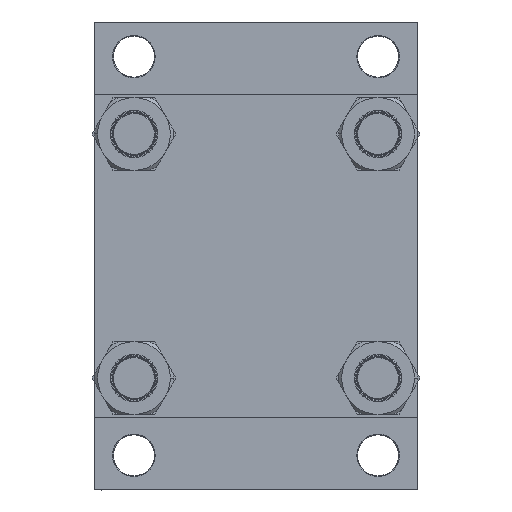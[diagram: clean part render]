
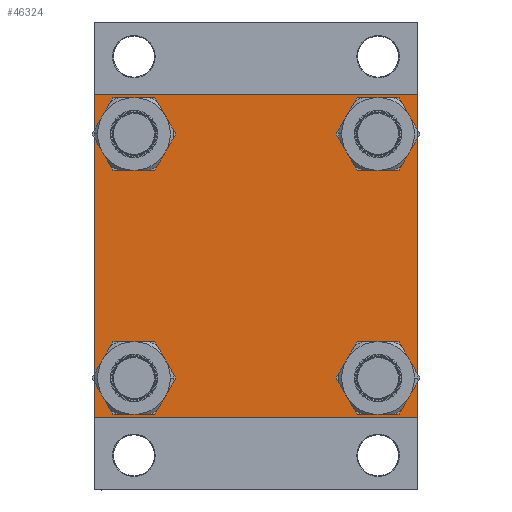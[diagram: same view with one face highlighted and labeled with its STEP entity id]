
A CAD part, left-side view. The second image highlights one B-rep face of the part: STEP entity #46324.
In plain terms, the highlighted planar face has unit normal (-1, 0, 0).
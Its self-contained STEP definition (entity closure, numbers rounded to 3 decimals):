
#814 = CARTESIAN_POINT ( 'NONE',  ( 0., -102.25, 102.25 ) ) ;
#1044 = FACE_BOUND ( 'NONE', #21900, .T. ) ;
#1802 = LINE ( 'NONE', #38951, #28242 ) ;
#2447 = EDGE_CURVE ( 'NONE', #33874, #44798, #46585, .T. ) ;
#2461 = CIRCLE ( 'NONE', #33256, 14. ) ;
#2517 = VERTEX_POINT ( 'NONE', #26058 ) ;
#2541 = EDGE_CURVE ( 'NONE', #39700, #22643, #45125, .T. ) ;
#2740 = CARTESIAN_POINT ( 'NONE',  ( 0., 77.45, -77.45 ) ) ;
#3085 = CARTESIAN_POINT ( 'NONE',  ( 0., -102., 102.5 ) ) ;
#3858 = DIRECTION ( 'NONE',  ( 0., 0., 1. ) ) ;
#3949 = CIRCLE ( 'NONE', #7061, 14. ) ;
#4212 = EDGE_CURVE ( 'NONE', #33922, #2517, #1802, .T. ) ;
#4591 = ORIENTED_EDGE ( 'NONE', *, *, #47602, .T. ) ;
#4593 = EDGE_CURVE ( 'NONE', #22103, #27039, #38281, .T. ) ;
#4668 = CARTESIAN_POINT ( 'NONE',  ( 0., -102.5, 102. ) ) ;
#5275 = CARTESIAN_POINT ( 'NONE',  ( 0., 77.45, -77.45 ) ) ;
#5314 = ORIENTED_EDGE ( 'NONE', *, *, #2541, .T. ) ;
#5709 = EDGE_CURVE ( 'NONE', #8626, #11844, #30601, .T. ) ;
#6270 = ORIENTED_EDGE ( 'NONE', *, *, #43907, .T. ) ;
#6442 = CIRCLE ( 'NONE', #21830, 14. ) ;
#7061 = AXIS2_PLACEMENT_3D ( 'NONE', #39442, #35812, #29470 ) ;
#7338 = LINE ( 'NONE', #814, #33857 ) ;
#7894 = DIRECTION ( 'NONE',  ( 0., 0., -1. ) ) ;
#8328 = DIRECTION ( 'NONE',  ( 0., 0., 1. ) ) ;
#8520 = DIRECTION ( 'NONE',  ( 1., 0., 0. ) ) ;
#8626 = VERTEX_POINT ( 'NONE', #41508 ) ;
#8767 = PLANE ( 'NONE',  #41899 ) ;
#8808 = CARTESIAN_POINT ( 'NONE',  ( 0., 102.5, 102. ) ) ;
#9360 = VECTOR ( 'NONE', #7894, 1000. ) ;
#10013 = VERTEX_POINT ( 'NONE', #31491 ) ;
#10459 = AXIS2_PLACEMENT_3D ( 'NONE', #14260, #28984, #3858 ) ;
#11107 = VERTEX_POINT ( 'NONE', #3085 ) ;
#11768 = CARTESIAN_POINT ( 'NONE',  ( 0., -102.25, -102.25 ) ) ;
#11844 = VERTEX_POINT ( 'NONE', #25521 ) ;
#12000 = VECTOR ( 'NONE', #47072, 1000. ) ;
#12053 = VECTOR ( 'NONE', #18302, 1000. ) ;
#12668 = DIRECTION ( 'NONE',  ( 0., 0., -1. ) ) ;
#13425 = CARTESIAN_POINT ( 'NONE',  ( 0., 77.45, 63.45 ) ) ;
#13552 = CARTESIAN_POINT ( 'NONE',  ( 0., 102.25, 102.25 ) ) ;
#13641 = AXIS2_PLACEMENT_3D ( 'NONE', #31032, #45247, #16560 ) ;
#14048 = VERTEX_POINT ( 'NONE', #30129 ) ;
#14260 = CARTESIAN_POINT ( 'NONE',  ( 0., 77.45, 77.45 ) ) ;
#14775 = EDGE_CURVE ( 'NONE', #33922, #11107, #7338, .T. ) ;
#15044 = EDGE_CURVE ( 'NONE', #35827, #23573, #33814, .T. ) ;
#15285 = DIRECTION ( 'NONE',  ( 0., 0.707, 0.707 ) ) ;
#15367 = LINE ( 'NONE', #33454, #9360 ) ;
#15984 = DIRECTION ( 'NONE',  ( 0., -1., 0. ) ) ;
#16560 = DIRECTION ( 'NONE',  ( 0., 0., 1. ) ) ;
#17670 = ORIENTED_EDGE ( 'NONE', *, *, #44321, .T. ) ;
#18302 = DIRECTION ( 'NONE',  ( 0., -0.707, -0.707 ) ) ;
#18335 = DIRECTION ( 'NONE',  ( 0., 0., 1. ) ) ;
#18350 = EDGE_LOOP ( 'NONE', ( #4591, #19079, #33346, #17670, #31696, #44468, #31943, #47343 ) ) ;
#18773 = CARTESIAN_POINT ( 'NONE',  ( 0., 102.25, -102.25 ) ) ;
#19079 = ORIENTED_EDGE ( 'NONE', *, *, #26388, .T. ) ;
#19614 = LINE ( 'NONE', #20095, #45590 ) ;
#20095 = CARTESIAN_POINT ( 'NONE',  ( 0., 102.5, 102.5 ) ) ;
#21560 = VECTOR ( 'NONE', #45381, 1000. ) ;
#21830 = AXIS2_PLACEMENT_3D ( 'NONE', #26861, #8520, #23239 ) ;
#21900 = EDGE_LOOP ( 'NONE', ( #32377, #23364 ) ) ;
#22103 = VERTEX_POINT ( 'NONE', #46348 ) ;
#22180 = AXIS2_PLACEMENT_3D ( 'NONE', #5275, #33980, #30369 ) ;
#22386 = LINE ( 'NONE', #18773, #12053 ) ;
#22519 = CIRCLE ( 'NONE', #41000, 14. ) ;
#22643 = VERTEX_POINT ( 'NONE', #13425 ) ;
#22658 = ORIENTED_EDGE ( 'NONE', *, *, #29851, .T. ) ;
#23239 = DIRECTION ( 'NONE',  ( 0., 0., 1. ) ) ;
#23344 = VECTOR ( 'NONE', #29865, 1000. ) ;
#23348 = VERTEX_POINT ( 'NONE', #30872 ) ;
#23364 = ORIENTED_EDGE ( 'NONE', *, *, #37926, .T. ) ;
#23573 = VERTEX_POINT ( 'NONE', #25068 ) ;
#23721 = FACE_OUTER_BOUND ( 'NONE', #18350, .T. ) ;
#24190 = CARTESIAN_POINT ( 'NONE',  ( 0., -77.45, 77.45 ) ) ;
#24428 = CARTESIAN_POINT ( 'NONE',  ( 0., 102., -102.5 ) ) ;
#24716 = CARTESIAN_POINT ( 'NONE',  ( 0., -77.45, -91.45 ) ) ;
#24966 = EDGE_LOOP ( 'NONE', ( #5314, #30154 ) ) ;
#25068 = CARTESIAN_POINT ( 'NONE',  ( 0., -102., -102.5 ) ) ;
#25521 = CARTESIAN_POINT ( 'NONE',  ( 0., 77.45, -91.45 ) ) ;
#26042 = CIRCLE ( 'NONE', #22180, 14. ) ;
#26058 = CARTESIAN_POINT ( 'NONE',  ( 0., -102.5, -102. ) ) ;
#26184 = DIRECTION ( 'NONE',  ( 1., 0., 0. ) ) ;
#26388 = EDGE_CURVE ( 'NONE', #10013, #35827, #22386, .T. ) ;
#26861 = CARTESIAN_POINT ( 'NONE',  ( 0., -77.45, 77.45 ) ) ;
#27039 = VERTEX_POINT ( 'NONE', #24716 ) ;
#28242 = VECTOR ( 'NONE', #12668, 1000. ) ;
#28809 = DIRECTION ( 'NONE',  ( 0., 0., 1. ) ) ;
#28984 = DIRECTION ( 'NONE',  ( 1., 0., 0. ) ) ;
#29175 = LINE ( 'NONE', #11768, #23344 ) ;
#29470 = DIRECTION ( 'NONE',  ( 0., 0., 1. ) ) ;
#29851 = EDGE_CURVE ( 'NONE', #11844, #8626, #26042, .T. ) ;
#29865 = DIRECTION ( 'NONE',  ( 0., -0.707, 0.707 ) ) ;
#29898 = CARTESIAN_POINT ( 'NONE',  ( 0., -77.45, -77.45 ) ) ;
#30129 = CARTESIAN_POINT ( 'NONE',  ( 0., -77.45, 63.45 ) ) ;
#30154 = ORIENTED_EDGE ( 'NONE', *, *, #40551, .T. ) ;
#30369 = DIRECTION ( 'NONE',  ( 0., 0., 1. ) ) ;
#30473 = CARTESIAN_POINT ( 'NONE',  ( 0., 102., 102.5 ) ) ;
#30476 = FACE_BOUND ( 'NONE', #33644, .T. ) ;
#30601 = CIRCLE ( 'NONE', #44459, 14. ) ;
#30872 = CARTESIAN_POINT ( 'NONE',  ( 0., -77.45, 91.45 ) ) ;
#31032 = CARTESIAN_POINT ( 'NONE',  ( 0., -77.45, -77.45 ) ) ;
#31491 = CARTESIAN_POINT ( 'NONE',  ( 0., 102.5, -102. ) ) ;
#31696 = ORIENTED_EDGE ( 'NONE', *, *, #4212, .F. ) ;
#31943 = ORIENTED_EDGE ( 'NONE', *, *, #42007, .F. ) ;
#32377 = ORIENTED_EDGE ( 'NONE', *, *, #4593, .T. ) ;
#33256 = AXIS2_PLACEMENT_3D ( 'NONE', #29898, #47513, #18335 ) ;
#33261 = ORIENTED_EDGE ( 'NONE', *, *, #45104, .T. ) ;
#33346 = ORIENTED_EDGE ( 'NONE', *, *, #15044, .T. ) ;
#33454 = CARTESIAN_POINT ( 'NONE',  ( 0., 102.5, 102.5 ) ) ;
#33644 = EDGE_LOOP ( 'NONE', ( #38871, #22658 ) ) ;
#33814 = LINE ( 'NONE', #37914, #21560 ) ;
#33857 = VECTOR ( 'NONE', #15285, 1000. ) ;
#33874 = VERTEX_POINT ( 'NONE', #30473 ) ;
#33922 = VERTEX_POINT ( 'NONE', #4668 ) ;
#33980 = DIRECTION ( 'NONE',  ( 1., 0., 0. ) ) ;
#34332 = DIRECTION ( 'NONE',  ( 0., 0., 1. ) ) ;
#35812 = DIRECTION ( 'NONE',  ( 1., 0., 0. ) ) ;
#35827 = VERTEX_POINT ( 'NONE', #24428 ) ;
#37914 = CARTESIAN_POINT ( 'NONE',  ( 0., 102.5, -102.5 ) ) ;
#37926 = EDGE_CURVE ( 'NONE', #27039, #22103, #2461, .T. ) ;
#38281 = CIRCLE ( 'NONE', #13641, 14. ) ;
#38434 = DIRECTION ( 'NONE',  ( -1., 0., 0. ) ) ;
#38871 = ORIENTED_EDGE ( 'NONE', *, *, #5709, .T. ) ;
#38951 = CARTESIAN_POINT ( 'NONE',  ( 0., -102.5, 102.5 ) ) ;
#39442 = CARTESIAN_POINT ( 'NONE',  ( 0., 77.45, 77.45 ) ) ;
#39700 = VERTEX_POINT ( 'NONE', #46842 ) ;
#40551 = EDGE_CURVE ( 'NONE', #22643, #39700, #3949, .T. ) ;
#41000 = AXIS2_PLACEMENT_3D ( 'NONE', #24190, #26184, #8328 ) ;
#41508 = CARTESIAN_POINT ( 'NONE',  ( 0., 77.45, -63.45 ) ) ;
#41810 = FACE_BOUND ( 'NONE', #42422, .T. ) ;
#41899 = AXIS2_PLACEMENT_3D ( 'NONE', #44700, #38434, #34332 ) ;
#42007 = EDGE_CURVE ( 'NONE', #33874, #11107, #19614, .T. ) ;
#42422 = EDGE_LOOP ( 'NONE', ( #6270, #33261 ) ) ;
#43489 = DIRECTION ( 'NONE',  ( 1., 0., 0. ) ) ;
#43907 = EDGE_CURVE ( 'NONE', #23348, #14048, #22519, .T. ) ;
#44321 = EDGE_CURVE ( 'NONE', #23573, #2517, #29175, .T. ) ;
#44459 = AXIS2_PLACEMENT_3D ( 'NONE', #2740, #43489, #28809 ) ;
#44468 = ORIENTED_EDGE ( 'NONE', *, *, #14775, .T. ) ;
#44700 = CARTESIAN_POINT ( 'NONE',  ( 0., 0., 0. ) ) ;
#44798 = VERTEX_POINT ( 'NONE', #8808 ) ;
#45104 = EDGE_CURVE ( 'NONE', #14048, #23348, #6442, .T. ) ;
#45125 = CIRCLE ( 'NONE', #10459, 14. ) ;
#45247 = DIRECTION ( 'NONE',  ( 1., 0., 0. ) ) ;
#45381 = DIRECTION ( 'NONE',  ( 0., -1., 0. ) ) ;
#45590 = VECTOR ( 'NONE', #15984, 1000. ) ;
#45665 = FACE_BOUND ( 'NONE', #24966, .T. ) ;
#46324 = ADVANCED_FACE ( 'NONE', ( #41810, #1044, #30476, #45665, #23721 ), #8767, .T. ) ;
#46348 = CARTESIAN_POINT ( 'NONE',  ( 0., -77.45, -63.45 ) ) ;
#46585 = LINE ( 'NONE', #13552, #12000 ) ;
#46842 = CARTESIAN_POINT ( 'NONE',  ( 0., 77.45, 91.45 ) ) ;
#47072 = DIRECTION ( 'NONE',  ( 0., 0.707, -0.707 ) ) ;
#47343 = ORIENTED_EDGE ( 'NONE', *, *, #2447, .T. ) ;
#47513 = DIRECTION ( 'NONE',  ( 1., 0., 0. ) ) ;
#47602 = EDGE_CURVE ( 'NONE', #44798, #10013, #15367, .T. ) ;
